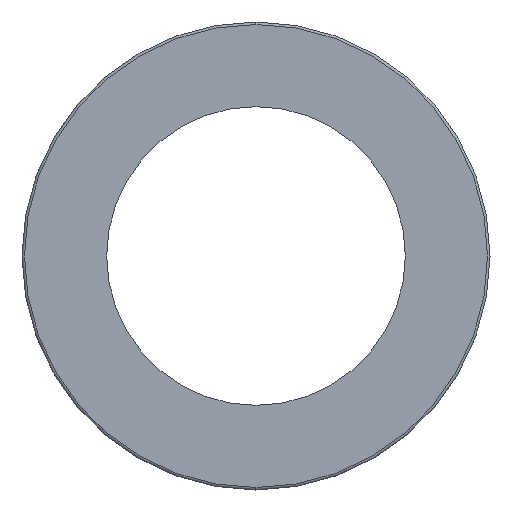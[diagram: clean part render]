
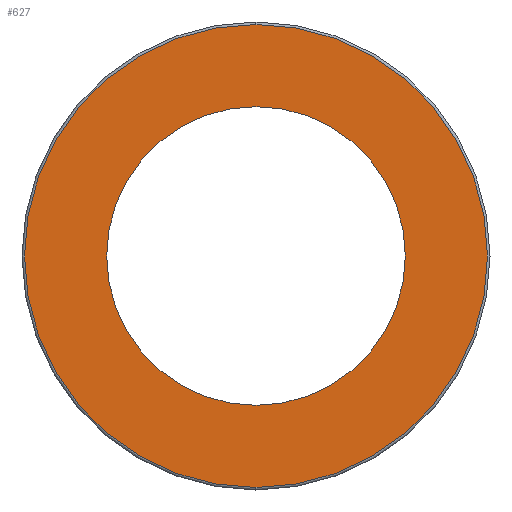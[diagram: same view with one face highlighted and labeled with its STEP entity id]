
A CAD part, left-side view. The second image highlights one B-rep face of the part: STEP entity #627.
In plain terms, the highlighted planar face has unit normal (-1, 0, 0).
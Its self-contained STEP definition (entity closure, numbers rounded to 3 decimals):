
#55 = CARTESIAN_POINT ( 'NONE',  ( -61.5, 0., -23.25 ) ) ;
#60 = DIRECTION ( 'NONE',  ( 0., 0., -1. ) ) ;
#61 = DIRECTION ( 'NONE',  ( -1., 0., 0. ) ) ;
#64 = CARTESIAN_POINT ( 'NONE',  ( -61.5, 0., 0. ) ) ;
#86 = VERTEX_POINT ( 'NONE', #171 ) ;
#94 = DIRECTION ( 'NONE',  ( 0., 0., -1. ) ) ;
#97 = DIRECTION ( 'NONE',  ( -1., 0., 0. ) ) ;
#101 = CARTESIAN_POINT ( 'NONE',  ( -61.5, 0., 0. ) ) ;
#111 = CARTESIAN_POINT ( 'NONE',  ( -61.5, 0., 0. ) ) ;
#135 = DIRECTION ( 'NONE',  ( 0., 0., -1. ) ) ;
#138 = DIRECTION ( 'NONE',  ( 1., 0., 0. ) ) ;
#140 = VERTEX_POINT ( 'NONE', #192 ) ;
#144 = CARTESIAN_POINT ( 'NONE',  ( -61.5, 0., -15. ) ) ;
#146 = PLANE ( 'NONE',  #343 ) ;
#160 = DIRECTION ( 'NONE',  ( -1., 0., 0. ) ) ;
#171 = CARTESIAN_POINT ( 'NONE',  ( -61.5, 0., 23.25 ) ) ;
#192 = CARTESIAN_POINT ( 'NONE',  ( -61.5, 0., 15. ) ) ;
#215 = DIRECTION ( 'NONE',  ( 0., 0., 1. ) ) ;
#220 = CARTESIAN_POINT ( 'NONE',  ( -61.5, 15., 0. ) ) ;
#233 = DIRECTION ( 'NONE',  ( 0., 0., 1. ) ) ;
#243 = VERTEX_POINT ( 'NONE', #55 ) ;
#244 = DIRECTION ( 'NONE',  ( -1., 0., 0. ) ) ;
#247 = VERTEX_POINT ( 'NONE', #144 ) ;
#256 = CARTESIAN_POINT ( 'NONE',  ( -61.5, 0., 0. ) ) ;
#266 = EDGE_CURVE ( 'NONE', #140, #247, #449, .T. ) ;
#269 = EDGE_CURVE ( 'NONE', #86, #243, #407, .T. ) ;
#270 = EDGE_CURVE ( 'NONE', #247, #140, #400, .T. ) ;
#298 = EDGE_CURVE ( 'NONE', #243, #86, #537, .T. ) ;
#312 = AXIS2_PLACEMENT_3D ( 'NONE', #111, #160, #233 ) ;
#314 = AXIS2_PLACEMENT_3D ( 'NONE', #64, #61, #60 ) ;
#315 = AXIS2_PLACEMENT_3D ( 'NONE', #256, #244, #215 ) ;
#330 = AXIS2_PLACEMENT_3D ( 'NONE', #101, #97, #94 ) ;
#343 = AXIS2_PLACEMENT_3D ( 'NONE', #220, #138, #135 ) ;
#379 = ORIENTED_EDGE ( 'NONE', *, *, #270, .F. ) ;
#400 = CIRCLE ( 'NONE', #312, 15. ) ;
#407 = CIRCLE ( 'NONE', #314, 23.25 ) ;
#417 = ORIENTED_EDGE ( 'NONE', *, *, #269, .T. ) ;
#449 = CIRCLE ( 'NONE', #315, 15. ) ;
#484 = ORIENTED_EDGE ( 'NONE', *, *, #266, .F. ) ;
#489 = EDGE_LOOP ( 'NONE', ( #484, #379 ) ) ;
#490 = ORIENTED_EDGE ( 'NONE', *, *, #298, .T. ) ;
#501 = EDGE_LOOP ( 'NONE', ( #490, #417 ) ) ;
#523 = FACE_OUTER_BOUND ( 'NONE', #501, .T. ) ;
#531 = FACE_BOUND ( 'NONE', #489, .T. ) ;
#537 = CIRCLE ( 'NONE', #330, 23.25 ) ;
#627 = ADVANCED_FACE ( 'NONE', ( #523, #531 ), #146, .F. ) ;
